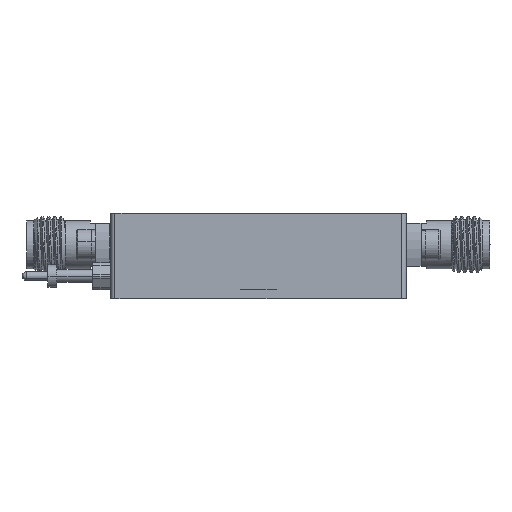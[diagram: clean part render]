
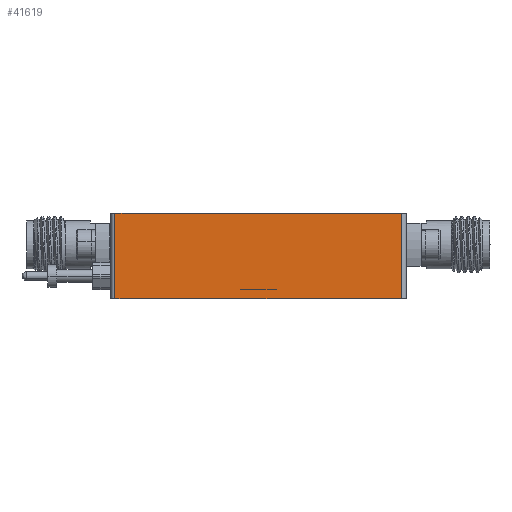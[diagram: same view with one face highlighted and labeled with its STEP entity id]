
A CAD part, left-side view. The second image highlights one B-rep face of the part: STEP entity #41619.
In plain terms, the highlighted planar face has unit normal (-1, 0, 0).
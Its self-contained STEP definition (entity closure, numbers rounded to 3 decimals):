
#478 = VECTOR ( 'NONE', #40635, 1000. ) ;
#1206 = EDGE_CURVE ( 'NONE', #17671, #46430, #54668, .T. ) ;
#2469 = CARTESIAN_POINT ( 'NONE',  ( 128.568, -21.501, 0.01 ) ) ;
#2498 = DIRECTION ( 'NONE',  ( 0., 0., 1. ) ) ;
#2959 = VECTOR ( 'NONE', #44148, 1000. ) ;
#3649 = VECTOR ( 'NONE', #19411, 1000. ) ;
#3738 = VERTEX_POINT ( 'NONE', #15885 ) ;
#6611 = DIRECTION ( 'NONE',  ( 0., -1., 0. ) ) ;
#7916 = VERTEX_POINT ( 'NONE', #57516 ) ;
#7954 = DIRECTION ( 'NONE',  ( 0., 0., -1. ) ) ;
#8282 = CARTESIAN_POINT ( 'NONE',  ( 128.568, -39.501, 1. ) ) ;
#8520 = ORIENTED_EDGE ( 'NONE', *, *, #51842, .F. ) ;
#8684 = AXIS2_PLACEMENT_3D ( 'NONE', #35899, #49573, #53960 ) ;
#9595 = EDGE_CURVE ( 'NONE', #35969, #7916, #42457, .T. ) ;
#10087 = VERTEX_POINT ( 'NONE', #45887 ) ;
#10149 = LINE ( 'NONE', #51239, #52997 ) ;
#10280 = DIRECTION ( 'NONE',  ( 0., 1., 0. ) ) ;
#10434 = EDGE_LOOP ( 'NONE', ( #36962, #8520, #22154, #57092, #14229, #47944, #38356, #26854 ) ) ;
#10622 = DIRECTION ( 'NONE',  ( 0., 0., -1. ) ) ;
#12264 = PLANE ( 'NONE',  #8684 ) ;
#13614 = VECTOR ( 'NONE', #52407, 1000. ) ;
#13718 = CARTESIAN_POINT ( 'NONE',  ( 128.568, -39.501, 0. ) ) ;
#13942 = CARTESIAN_POINT ( 'NONE',  ( 128.568, -35.501, 1. ) ) ;
#14229 = ORIENTED_EDGE ( 'NONE', *, *, #19538, .T. ) ;
#14583 = VECTOR ( 'NONE', #39066, 1000. ) ;
#14710 = EDGE_CURVE ( 'NONE', #41708, #46430, #20356, .T. ) ;
#15631 = VERTEX_POINT ( 'NONE', #56073 ) ;
#15885 = CARTESIAN_POINT ( 'NONE',  ( 128.567, -53.501, 0.01 ) ) ;
#16617 = VECTOR ( 'NONE', #7954, 1000. ) ;
#17671 = VERTEX_POINT ( 'NONE', #38080 ) ;
#19411 = DIRECTION ( 'NONE',  ( 0., -1., 0. ) ) ;
#19538 = EDGE_CURVE ( 'NONE', #10087, #15631, #10149, .T. ) ;
#20356 = LINE ( 'NONE', #34631, #13614 ) ;
#20988 = LINE ( 'NONE', #35275, #14583 ) ;
#22154 = ORIENTED_EDGE ( 'NONE', *, *, #9595, .F. ) ;
#22297 = CARTESIAN_POINT ( 'NONE',  ( 128.567, -54.001, 9.51 ) ) ;
#22854 = LINE ( 'NONE', #22297, #478 ) ;
#23409 = LINE ( 'NONE', #28069, #34433 ) ;
#24224 = EDGE_CURVE ( 'NONE', #26808, #3738, #46222, .T. ) ;
#24896 = VECTOR ( 'NONE', #2498, 1000. ) ;
#25055 = VECTOR ( 'NONE', #10622, 1000. ) ;
#25399 = CARTESIAN_POINT ( 'NONE',  ( 128.568, -21.501, 0.01 ) ) ;
#26808 = VERTEX_POINT ( 'NONE', #27264 ) ;
#26854 = ORIENTED_EDGE ( 'NONE', *, *, #24224, .T. ) ;
#27264 = CARTESIAN_POINT ( 'NONE',  ( 128.568, -39.501, 0.01 ) ) ;
#28069 = CARTESIAN_POINT ( 'NONE',  ( 128.568, -21.501, 1.01 ) ) ;
#28748 = CARTESIAN_POINT ( 'NONE',  ( 128.568, -39.501, 0. ) ) ;
#29080 = DIRECTION ( 'NONE',  ( 0., 0., -1. ) ) ;
#29983 = VERTEX_POINT ( 'NONE', #33014 ) ;
#31714 = EDGE_CURVE ( 'NONE', #29983, #17671, #23409, .T. ) ;
#32505 = CARTESIAN_POINT ( 'NONE',  ( 128.568, -35.501, 0.51 ) ) ;
#33014 = CARTESIAN_POINT ( 'NONE',  ( 128.568, -39.501, 1.01 ) ) ;
#33265 = VECTOR ( 'NONE', #6611, 1000. ) ;
#33709 = CARTESIAN_POINT ( 'NONE',  ( 128.568, -21.501, 0.01 ) ) ;
#34433 = VECTOR ( 'NONE', #10280, 1000. ) ;
#34631 = CARTESIAN_POINT ( 'NONE',  ( 128.568, -39.501, 1. ) ) ;
#35275 = CARTESIAN_POINT ( 'NONE',  ( 128.567, -53.501, 0.01 ) ) ;
#35899 = CARTESIAN_POINT ( 'NONE',  ( 128.568, -21.501, 0.01 ) ) ;
#35969 = VERTEX_POINT ( 'NONE', #25399 ) ;
#36962 = ORIENTED_EDGE ( 'NONE', *, *, #54704, .T. ) ;
#37221 = LINE ( 'NONE', #28748, #37940 ) ;
#37940 = VECTOR ( 'NONE', #54711, 1000. ) ;
#38080 = CARTESIAN_POINT ( 'NONE',  ( 128.568, -35.501, 1.01 ) ) ;
#38227 = EDGE_CURVE ( 'NONE', #35969, #10087, #51790, .T. ) ;
#38356 = ORIENTED_EDGE ( 'NONE', *, *, #40165, .F. ) ;
#39066 = DIRECTION ( 'NONE',  ( 0., 0., 1. ) ) ;
#40165 = EDGE_CURVE ( 'NONE', #26808, #45852, #48791, .T. ) ;
#40469 = ORIENTED_EDGE ( 'NONE', *, *, #56884, .T. ) ;
#40635 = DIRECTION ( 'NONE',  ( 0., -1., 0. ) ) ;
#41619 = ADVANCED_FACE ( 'NONE', ( #51363, #52223 ), #12264, .T. ) ;
#41708 = VERTEX_POINT ( 'NONE', #53681 ) ;
#42457 = LINE ( 'NONE', #33709, #24896 ) ;
#42472 = ORIENTED_EDGE ( 'NONE', *, *, #31714, .F. ) ;
#44148 = DIRECTION ( 'NONE',  ( 0., 0., -1. ) ) ;
#45852 = VERTEX_POINT ( 'NONE', #13718 ) ;
#45887 = CARTESIAN_POINT ( 'NONE',  ( 128.568, -35.501, 0.01 ) ) ;
#46222 = LINE ( 'NONE', #2469, #3649 ) ;
#46430 = VERTEX_POINT ( 'NONE', #13942 ) ;
#46486 = EDGE_LOOP ( 'NONE', ( #40469, #56890, #53502, #42472 ) ) ;
#47944 = ORIENTED_EDGE ( 'NONE', *, *, #55350, .F. ) ;
#48791 = LINE ( 'NONE', #8282, #2959 ) ;
#49573 = DIRECTION ( 'NONE',  ( -1., 0., 0. ) ) ;
#51239 = CARTESIAN_POINT ( 'NONE',  ( 128.568, -35.501, 1. ) ) ;
#51363 = FACE_OUTER_BOUND ( 'NONE', #10434, .T. ) ;
#51754 = VERTEX_POINT ( 'NONE', #52903 ) ;
#51790 = LINE ( 'NONE', #55885, #33265 ) ;
#51842 = EDGE_CURVE ( 'NONE', #7916, #51754, #22854, .T. ) ;
#52223 = FACE_BOUND ( 'NONE', #46486, .T. ) ;
#52407 = DIRECTION ( 'NONE',  ( 0., 1., 0. ) ) ;
#52903 = CARTESIAN_POINT ( 'NONE',  ( 128.567, -53.501, 9.51 ) ) ;
#52997 = VECTOR ( 'NONE', #29080, 1000. ) ;
#53502 = ORIENTED_EDGE ( 'NONE', *, *, #1206, .F. ) ;
#53681 = CARTESIAN_POINT ( 'NONE',  ( 128.568, -39.501, 1. ) ) ;
#53960 = DIRECTION ( 'NONE',  ( 0., 0., 1. ) ) ;
#54668 = LINE ( 'NONE', #32505, #25055 ) ;
#54704 = EDGE_CURVE ( 'NONE', #3738, #51754, #20988, .T. ) ;
#54711 = DIRECTION ( 'NONE',  ( 0., 1., 0. ) ) ;
#55350 = EDGE_CURVE ( 'NONE', #45852, #15631, #37221, .T. ) ;
#55885 = CARTESIAN_POINT ( 'NONE',  ( 128.568, -21.501, 0.01 ) ) ;
#56073 = CARTESIAN_POINT ( 'NONE',  ( 128.568, -35.501, 0. ) ) ;
#56362 = LINE ( 'NONE', #57231, #16617 ) ;
#56884 = EDGE_CURVE ( 'NONE', #29983, #41708, #56362, .T. ) ;
#56890 = ORIENTED_EDGE ( 'NONE', *, *, #14710, .T. ) ;
#57092 = ORIENTED_EDGE ( 'NONE', *, *, #38227, .T. ) ;
#57231 = CARTESIAN_POINT ( 'NONE',  ( 128.568, -39.501, 0.51 ) ) ;
#57516 = CARTESIAN_POINT ( 'NONE',  ( 128.568, -21.501, 9.51 ) ) ;
